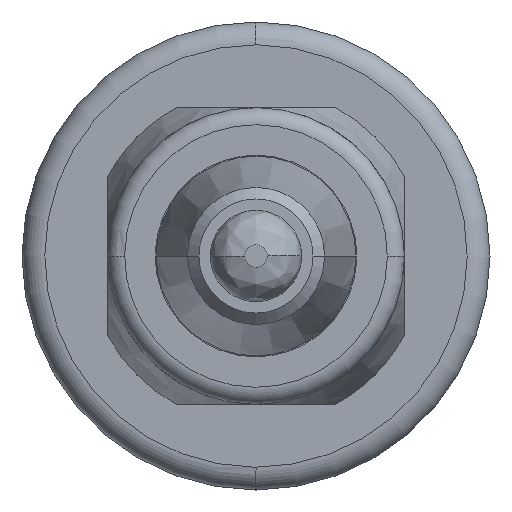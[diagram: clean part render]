
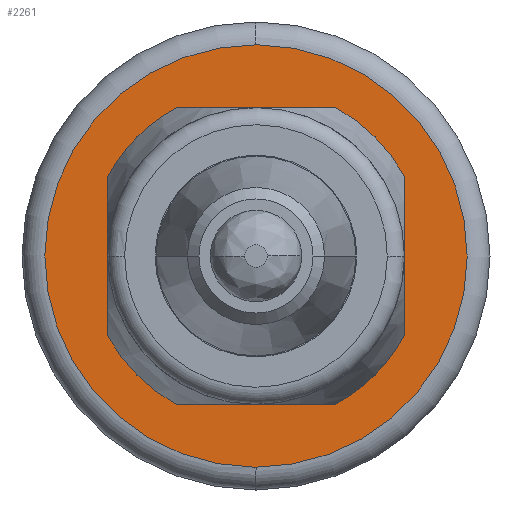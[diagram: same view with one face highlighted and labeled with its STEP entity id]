
A CAD part, left-side view. The second image highlights one B-rep face of the part: STEP entity #2261.
In plain terms, the highlighted planar face has unit normal (-1, 0, 0).
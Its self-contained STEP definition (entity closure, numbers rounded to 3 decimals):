
#476=CARTESIAN_POINT('',(0.,0.,0.));
#477=DIRECTION('',(-1.,0.,0.));
#478=DIRECTION('',(0.,0.01,-1.));
#479=AXIS2_PLACEMENT_3D('',#476,#477,#478);
#491=CARTESIAN_POINT('',(0.,0.,0.));
#492=DIRECTION('',(1.,0.,0.));
#493=DIRECTION('',(0.,-0.01,1.));
#494=AXIS2_PLACEMENT_3D('',#491,#492,#493);
#496=CARTESIAN_POINT('',(0.,0.,0.));
#497=DIRECTION('',(1.,0.,0.));
#498=DIRECTION('',(0.,0.01,-1.));
#499=AXIS2_PLACEMENT_3D('',#496,#497,#498);
#501=CARTESIAN_POINT('',(0.,0.,0.));
#502=DIRECTION('',(-1.,0.,0.));
#503=DIRECTION('',(0.,0.,1.));
#504=AXIS2_PLACEMENT_3D('',#501,#502,#503);
#506=CARTESIAN_POINT('',(0.,0.,0.));
#507=DIRECTION('',(-1.,0.,0.));
#508=DIRECTION('',(0.,0.,-1.));
#509=AXIS2_PLACEMENT_3D('',#506,#507,#508);
#511=CARTESIAN_POINT('',(0.,0.,0.));
#512=DIRECTION('',(-1.,0.,0.));
#513=DIRECTION('',(0.,-0.01,1.));
#514=AXIS2_PLACEMENT_3D('',#511,#512,#513);
#1273=CARTESIAN_POINT('',(0.,0.,2.6));
#1274=VERTEX_POINT('',#1273);
#1275=CARTESIAN_POINT('',(0.,0.,-2.6));
#1276=VERTEX_POINT('',#1275);
#1405=CARTESIAN_POINT('',(0.,0.037,-3.7));
#1406=CARTESIAN_POINT('',(0.,0.001,3.7));
#1407=VERTEX_POINT('',#1405);
#1408=VERTEX_POINT('',#1406);
#1409=CARTESIAN_POINT('',(0.,-0.001,-3.7));
#1410=VERTEX_POINT('',#1409);
#1411=CARTESIAN_POINT('',(0.,-0.037,3.7));
#1412=VERTEX_POINT('',#1411);
#2242=CARTESIAN_POINT('',(0.,0.,0.));
#2243=DIRECTION('',(-1.,0.,0.));
#2244=DIRECTION('',(0.,0.,-1.));
#2245=AXIS2_PLACEMENT_3D('',#2242,#2243,#2244);
#2246=PLANE('',#2245);
#2248=ORIENTED_EDGE('',*,*,#2247,.F.);
#2250=ORIENTED_EDGE('',*,*,#2249,.T.);
#2251=ORIENTED_EDGE('',*,*,#2232,.F.);
#2252=ORIENTED_EDGE('',*,*,#2230,.T.);
#2253=EDGE_LOOP('',(#2248,#2250,#2251,#2252));
#2254=FACE_OUTER_BOUND('',#2253,.F.);
#2256=ORIENTED_EDGE('',*,*,#2255,.T.);
#2258=ORIENTED_EDGE('',*,*,#2257,.T.);
#2259=EDGE_LOOP('',(#2256,#2258));
#2260=FACE_BOUND('',#2259,.F.);
#2261=ADVANCED_FACE('',(#2254,#2260),#2246,.T.);
#480=CIRCLE('',#479,3.7);
#495=CIRCLE('',#494,3.7);
#500=CIRCLE('',#499,3.7);
#505=CIRCLE('',#504,2.6);
#510=CIRCLE('',#509,2.6);
#515=CIRCLE('',#514,3.7);
#2230=EDGE_CURVE('',#1407,#1408,#500,.T.);
#2232=EDGE_CURVE('',#1407,#1410,#480,.T.);
#2247=EDGE_CURVE('',#1412,#1408,#515,.T.);
#2249=EDGE_CURVE('',#1412,#1410,#495,.T.);
#2255=EDGE_CURVE('',#1274,#1276,#505,.T.);
#2257=EDGE_CURVE('',#1276,#1274,#510,.T.);
